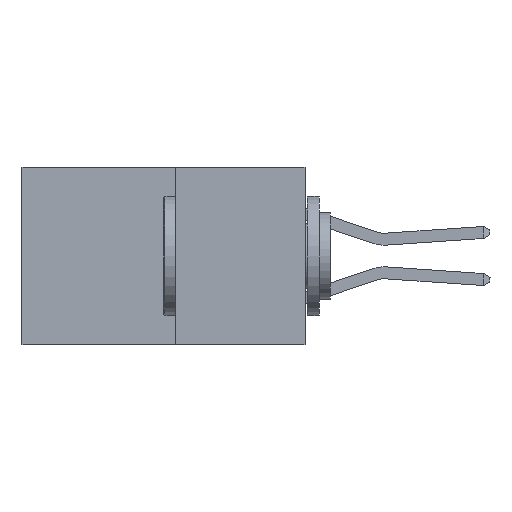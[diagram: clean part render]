
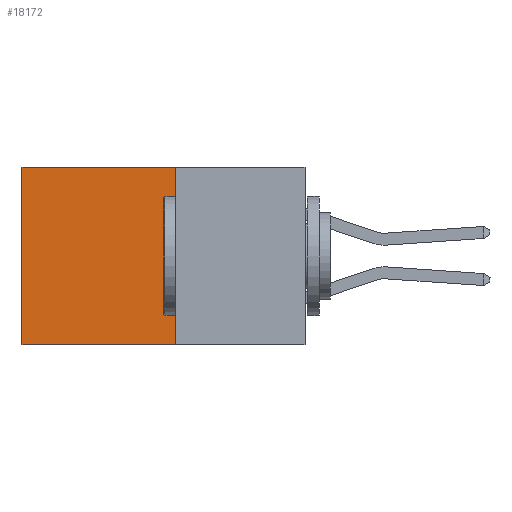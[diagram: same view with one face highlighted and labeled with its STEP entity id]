
A CAD part, left-side view. The second image highlights one B-rep face of the part: STEP entity #18172.
In plain terms, the highlighted planar face has unit normal (-1, 0, 0).
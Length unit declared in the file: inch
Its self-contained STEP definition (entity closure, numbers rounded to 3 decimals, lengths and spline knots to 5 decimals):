
#258 = CARTESIAN_POINT ( 'NONE',  ( 0.277, 0.27, 0. ) ) ;
#855 = VERTEX_POINT ( 'NONE', #258 ) ;
#1016 = ORIENTED_EDGE ( 'NONE', *, *, #1476, .F. ) ;
#1476 = EDGE_CURVE ( 'NONE', #855, #21649, #12895, .T. ) ;
#1835 = EDGE_CURVE ( 'NONE', #21687, #23730, #14624, .T. ) ;
#2493 = LINE ( 'NONE', #12703, #17322 ) ;
#3387 = EDGE_LOOP ( 'NONE', ( #13316, #3847, #1016, #14836 ) ) ;
#3847 = ORIENTED_EDGE ( 'NONE', *, *, #11980, .F. ) ;
#4066 = PLANE ( 'NONE',  #19684 ) ;
#4686 = DIRECTION ( 'NONE',  ( 0., 0., -1. ) ) ;
#4734 = VECTOR ( 'NONE', #4686, 39.37008 ) ;
#5774 = CARTESIAN_POINT ( 'NONE',  ( 0.277, 0.59, -0.37 ) ) ;
#5945 = DIRECTION ( 'NONE',  ( 0., 0., -1. ) ) ;
#6591 = DIRECTION ( 'NONE',  ( 0., 1., 0. ) ) ;
#7743 = CARTESIAN_POINT ( 'NONE',  ( 0.277, 0.27, -0.37 ) ) ;
#8122 = CARTESIAN_POINT ( 'NONE',  ( 0.277, 0.27, -0.37 ) ) ;
#8286 = CARTESIAN_POINT ( 'NONE',  ( 0.277, 0.59, 0. ) ) ;
#9905 = FACE_OUTER_BOUND ( 'NONE', #3387, .T. ) ;
#11980 = EDGE_CURVE ( 'NONE', #21649, #23730, #2493, .T. ) ;
#12123 = CARTESIAN_POINT ( 'NONE',  ( 0.277, 0.27, 0. ) ) ;
#12374 = VECTOR ( 'NONE', #6591, 39.37008 ) ;
#12417 = EDGE_CURVE ( 'NONE', #855, #21687, #17298, .T. ) ;
#12703 = CARTESIAN_POINT ( 'NONE',  ( 0.277, 0.27, -0.37 ) ) ;
#12895 = LINE ( 'NONE', #21931, #17256 ) ;
#13316 = ORIENTED_EDGE ( 'NONE', *, *, #1835, .T. ) ;
#14624 = LINE ( 'NONE', #5774, #4734 ) ;
#14836 = ORIENTED_EDGE ( 'NONE', *, *, #12417, .T. ) ;
#17062 = DIRECTION ( 'NONE',  ( 1., 0., 0. ) ) ;
#17256 = VECTOR ( 'NONE', #19853, 39.37008 ) ;
#17298 = LINE ( 'NONE', #12123, #12374 ) ;
#17322 = VECTOR ( 'NONE', #23797, 39.37008 ) ;
#17347 = CARTESIAN_POINT ( 'NONE',  ( 0.277, 0.59, -0.37 ) ) ;
#18172 = ADVANCED_FACE ( 'NONE', ( #9905 ), #4066, .F. ) ;
#19684 = AXIS2_PLACEMENT_3D ( 'NONE', #7743, #17062, #5945 ) ;
#19853 = DIRECTION ( 'NONE',  ( 0., 0., -1. ) ) ;
#21649 = VERTEX_POINT ( 'NONE', #8122 ) ;
#21687 = VERTEX_POINT ( 'NONE', #8286 ) ;
#21931 = CARTESIAN_POINT ( 'NONE',  ( 0.277, 0.27, -0.37 ) ) ;
#23730 = VERTEX_POINT ( 'NONE', #17347 ) ;
#23797 = DIRECTION ( 'NONE',  ( 0., 1., 0. ) ) ;
